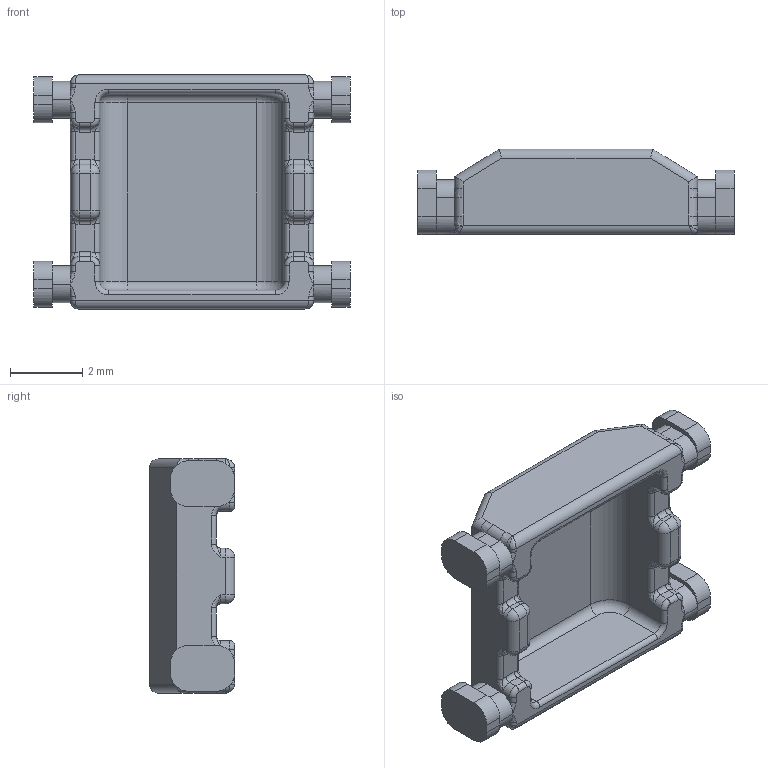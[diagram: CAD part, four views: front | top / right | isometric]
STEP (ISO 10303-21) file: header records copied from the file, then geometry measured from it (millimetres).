
FILE_DESCRIPTION (( 'STEP AP214' ), '1' );
FILE_NAME ('TOR_1013.STEP', '2019-02-01T15:31:18', ( '' ), ( '' ), 'SwSTEP 2.0', 'SolidWorks 2017', '' );
FILE_SCHEMA (( 'AUTOMOTIVE_DESIGN' ));
Length unit declared in the file: millimetre
Products named in the file (2): 250-1013_6B; TOR_1013
Assembly tree (1 placements, depth 2):
  TOR_1013
    250-1013_6B
Bounding box: 8.75 x 2.36 x 6.48 mm (x, y, z)
Volume: 44.1 mm3; surface area: 195.7 mm2
Topology: 1 solids, 1 shells, 258 faces, 640 edges, 348 vertices
Faces by surface type: cylinder 118, plane 64, bspline 36, torus 32, sphere 8
Entity records: 8034 total; most frequent: CARTESIAN_POINT 2214, DIRECTION 1252, ORIENTED_EDGE 1208, EDGE_CURVE 604, AXIS2_PLACEMENT_3D 486, VERTEX_POINT 348, LINE 280, VECTOR 280
